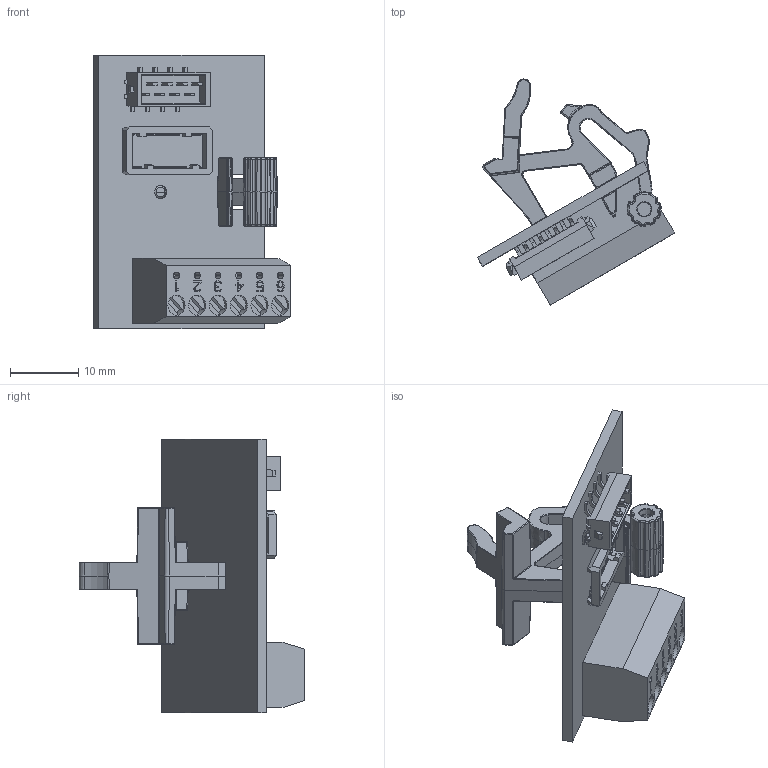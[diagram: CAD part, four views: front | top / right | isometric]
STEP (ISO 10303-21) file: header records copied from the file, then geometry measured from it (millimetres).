
FILE_DESCRIPTION((''),'2;1');
FILE_NAME('DM_CAD-1947_ADAPTER_SW0001','2015-02-24T',('Creinig-se'),(''),'PRO/ENGINEER BY PARAMETRIC TECHNOLOGY CORPORATION, 2013050','PRO/ENGINEER BY PARAMETRIC TECHNOLOGY CORPORATION, 2013050','');
FILE_SCHEMA(('CONFIG_CONTROL_DESIGN'));
Length unit declared in the file: millimetre
Products named in the file (1): DM_CAD-1947_ADAPTER_SW0001
Bounding box: 28.82 x 33 x 40 mm (x, y, z)
Volume: 4734.6 mm3; surface area: 5267 mm2
Topology: 2 solids, 2 shells, 1152 faces, 2922 edges, 1782 vertices
Faces by surface type: plane 611, cylinder 255, bspline 98, cone 88, torus 70, sphere 30
Entity records: 47592 total; most frequent: CARTESIAN_POINT 12280, ORIENTED_EDGE 5774, DIRECTION 5400, EDGE_CURVE 2887, VECTOR 1926, LINE 1926, VERTEX_POINT 1782, AXIS2_PLACEMENT_3D 1737
